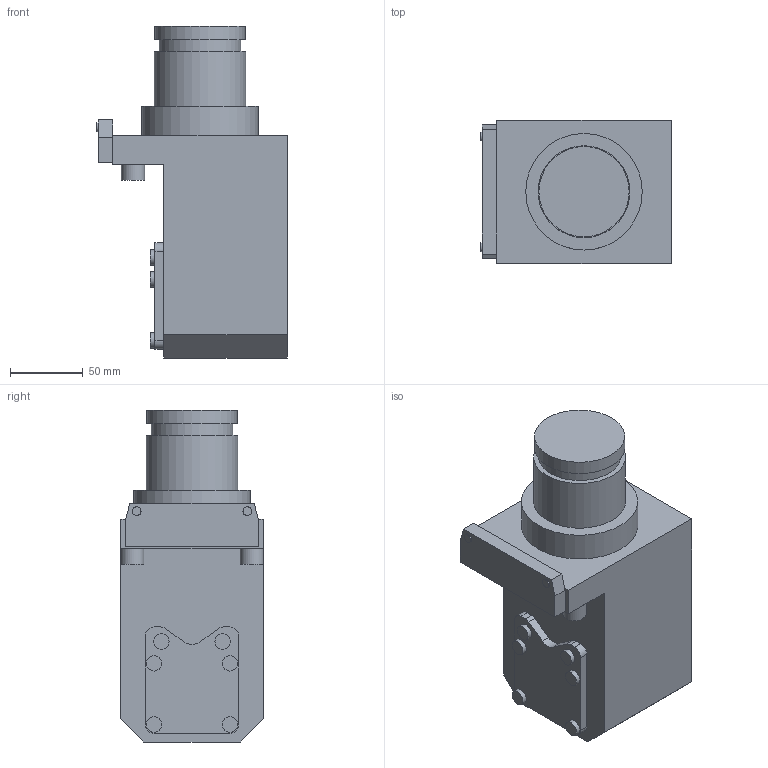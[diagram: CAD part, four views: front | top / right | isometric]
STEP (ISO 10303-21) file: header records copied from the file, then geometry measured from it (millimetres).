
FILE_DESCRIPTION(/* description */ (''),/* implementation_level */ '2;1');
FILE_NAME(/* name */ '1534428931018.stp',/* time_stamp */ '2018-08-16T16:15:36+02:00',/* author */ (''),/* organization */ ('SMS'),/* preprocessor_version */ 'ST-DEVELOPER v15',/* originating_system */ 'SIEMENS PLM Software NX 8.5',/* authorisation */ '');
FILE_SCHEMA (('AUTOMOTIVE_DESIGN { 1 0 10303 214 3 1 1 1 }'));
Length unit declared in the file: millimetre
Products named in the file (1): 201827861mod000_00
Bounding box: 131 x 98 x 228 mm (x, y, z)
Volume: 1539786.7 mm3; surface area: 113973 mm2
Topology: 1 solids, 1 shells, 63 faces, 140 edges, 93 vertices
Faces by surface type: plane 39, cylinder 24
Full cylindrical faces by diameter (mm): 6 x2, 10.5 x6, 16 x2, 40 x1, 56 x1, 62 x1, 63.08 x1, 80 x1
Entity records: 1686 total; most frequent: DIRECTION 302, CARTESIAN_POINT 275, ORIENTED_EDGE 240, EDGE_CURVE 120, AXIS2_PLACEMENT_3D 115, EDGE_LOOP 92, VERTEX_POINT 88, LINE 72
